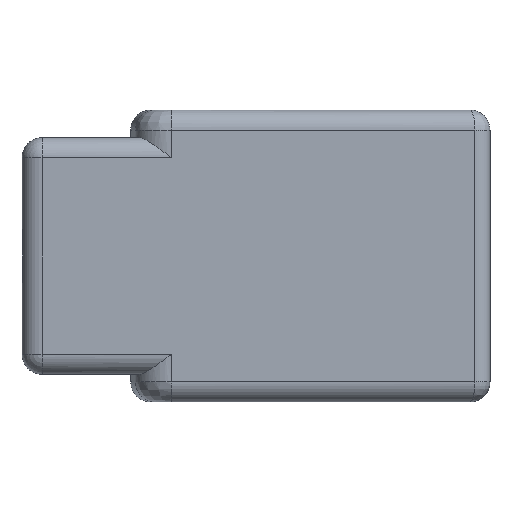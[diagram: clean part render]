
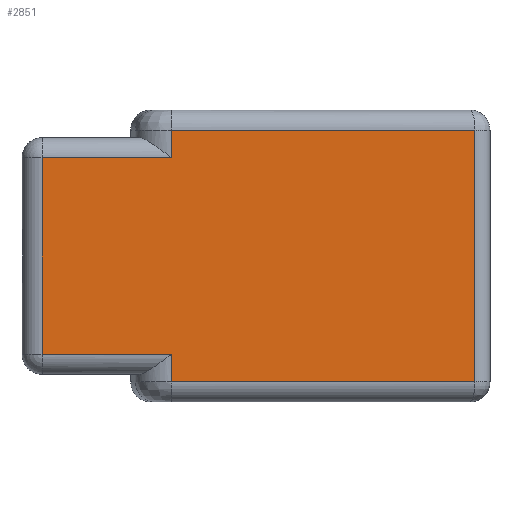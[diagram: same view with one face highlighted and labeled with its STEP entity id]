
A CAD part, front view. The second image highlights one B-rep face of the part: STEP entity #2851.
In plain terms, the highlighted planar face has unit normal (0, -1, 0).
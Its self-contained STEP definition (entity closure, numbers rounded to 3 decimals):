
#3 = CARTESIAN_POINT ( 'NONE',  ( -12.65, 0., 0.8 ) ) ;
#29 = ORIENTED_EDGE ( 'NONE', *, *, #789, .T. ) ;
#62 = DIRECTION ( 'NONE',  ( 0., -1., 0. ) ) ;
#93 = VECTOR ( 'NONE', #3887, 1000. ) ;
#97 = VECTOR ( 'NONE', #2659, 1000. ) ;
#311 = LINE ( 'NONE', #2393, #2945 ) ;
#325 = CARTESIAN_POINT ( 'NONE',  ( -17.8, 0., 9.7 ) ) ;
#338 = EDGE_LOOP ( 'NONE', ( #913, #3139, #4131, #600, #4371, #2333, #2077, #29 ) ) ;
#414 = VERTEX_POINT ( 'NONE', #325 ) ;
#427 = EDGE_CURVE ( 'NONE', #2518, #1793, #1461, .T. ) ;
#504 = EDGE_CURVE ( 'NONE', #414, #2182, #1510, .T. ) ;
#508 = CARTESIAN_POINT ( 'NONE',  ( -12.65, 0., 10.8 ) ) ;
#529 = CARTESIAN_POINT ( 'NONE',  ( -17.8, 0., 9.7 ) ) ;
#600 = ORIENTED_EDGE ( 'NONE', *, *, #1621, .T. ) ;
#789 = EDGE_CURVE ( 'NONE', #2249, #414, #1597, .T. ) ;
#882 = CARTESIAN_POINT ( 'NONE',  ( -0.6, 0., 10.8 ) ) ;
#913 = ORIENTED_EDGE ( 'NONE', *, *, #504, .T. ) ;
#1073 = DIRECTION ( 'NONE',  ( 0., 0., -1. ) ) ;
#1375 = CARTESIAN_POINT ( 'NONE',  ( -12.65, 0., 9.7 ) ) ;
#1384 = EDGE_CURVE ( 'NONE', #2182, #2518, #4388, .T. ) ;
#1428 = CARTESIAN_POINT ( 'NONE',  ( -17.8, 0., 0.8 ) ) ;
#1461 = LINE ( 'NONE', #2124, #1802 ) ;
#1500 = CARTESIAN_POINT ( 'NONE',  ( -12.65, 0., 1.9 ) ) ;
#1510 = LINE ( 'NONE', #529, #3230 ) ;
#1597 = LINE ( 'NONE', #1375, #93 ) ;
#1621 = EDGE_CURVE ( 'NONE', #1793, #2573, #2139, .T. ) ;
#1735 = LINE ( 'NONE', #2836, #4066 ) ;
#1779 = PLANE ( 'NONE',  #2396 ) ;
#1793 = VERTEX_POINT ( 'NONE', #3997 ) ;
#1802 = VECTOR ( 'NONE', #1073, 1000. ) ;
#1952 = DIRECTION ( 'NONE',  ( 0., 0., -1. ) ) ;
#2077 = ORIENTED_EDGE ( 'NONE', *, *, #2718, .T. ) ;
#2124 = CARTESIAN_POINT ( 'NONE',  ( -12.65, 0., 0.8 ) ) ;
#2139 = LINE ( 'NONE', #3, #4269 ) ;
#2153 = DIRECTION ( 'NONE',  ( 1., 0., 0. ) ) ;
#2182 = VERTEX_POINT ( 'NONE', #3690 ) ;
#2223 = FACE_OUTER_BOUND ( 'NONE', #338, .T. ) ;
#2249 = VERTEX_POINT ( 'NONE', #4100 ) ;
#2277 = DIRECTION ( 'NONE',  ( 0., 0., -1. ) ) ;
#2333 = ORIENTED_EDGE ( 'NONE', *, *, #4512, .T. ) ;
#2393 = CARTESIAN_POINT ( 'NONE',  ( -0.6, 0., 10.8 ) ) ;
#2396 = AXIS2_PLACEMENT_3D ( 'NONE', #1428, #62, #2153 ) ;
#2401 = VERTEX_POINT ( 'NONE', #882 ) ;
#2409 = VERTEX_POINT ( 'NONE', #508 ) ;
#2485 = DIRECTION ( 'NONE',  ( 0., 0., -1. ) ) ;
#2518 = VERTEX_POINT ( 'NONE', #1500 ) ;
#2573 = VERTEX_POINT ( 'NONE', #4012 ) ;
#2659 = DIRECTION ( 'NONE',  ( 1., 0., 0. ) ) ;
#2674 = LINE ( 'NONE', #4062, #3457 ) ;
#2682 = CARTESIAN_POINT ( 'NONE',  ( -17.8, 0., 1.9 ) ) ;
#2718 = EDGE_CURVE ( 'NONE', #2409, #2249, #2674, .T. ) ;
#2816 = DIRECTION ( 'NONE',  ( -1., 0., 0. ) ) ;
#2836 = CARTESIAN_POINT ( 'NONE',  ( -0.6, 0., 0.8 ) ) ;
#2851 = ADVANCED_FACE ( 'NONE', ( #2223 ), #1779, .T. ) ;
#2945 = VECTOR ( 'NONE', #2816, 1000. ) ;
#3139 = ORIENTED_EDGE ( 'NONE', *, *, #1384, .T. ) ;
#3230 = VECTOR ( 'NONE', #1952, 1000. ) ;
#3457 = VECTOR ( 'NONE', #2277, 1000. ) ;
#3578 = DIRECTION ( 'NONE',  ( 1., 0., 0. ) ) ;
#3690 = CARTESIAN_POINT ( 'NONE',  ( -17.8, 0., 1.9 ) ) ;
#3887 = DIRECTION ( 'NONE',  ( -1., 0., 0. ) ) ;
#3997 = CARTESIAN_POINT ( 'NONE',  ( -12.65, 0., 0.8 ) ) ;
#4012 = CARTESIAN_POINT ( 'NONE',  ( -0.6, 0., 0.8 ) ) ;
#4062 = CARTESIAN_POINT ( 'NONE',  ( -12.65, 0., 9.7 ) ) ;
#4066 = VECTOR ( 'NONE', #2485, 1000. ) ;
#4100 = CARTESIAN_POINT ( 'NONE',  ( -12.65, 0., 9.7 ) ) ;
#4131 = ORIENTED_EDGE ( 'NONE', *, *, #427, .T. ) ;
#4269 = VECTOR ( 'NONE', #3578, 1000. ) ;
#4371 = ORIENTED_EDGE ( 'NONE', *, *, #4524, .F. ) ;
#4388 = LINE ( 'NONE', #2682, #97 ) ;
#4512 = EDGE_CURVE ( 'NONE', #2401, #2409, #311, .T. ) ;
#4524 = EDGE_CURVE ( 'NONE', #2401, #2573, #1735, .T. ) ;
